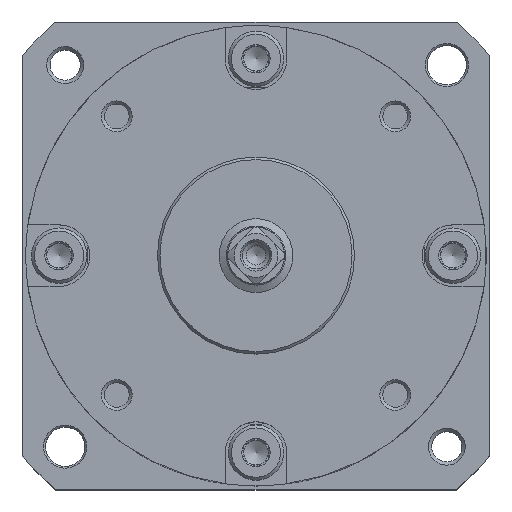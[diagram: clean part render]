
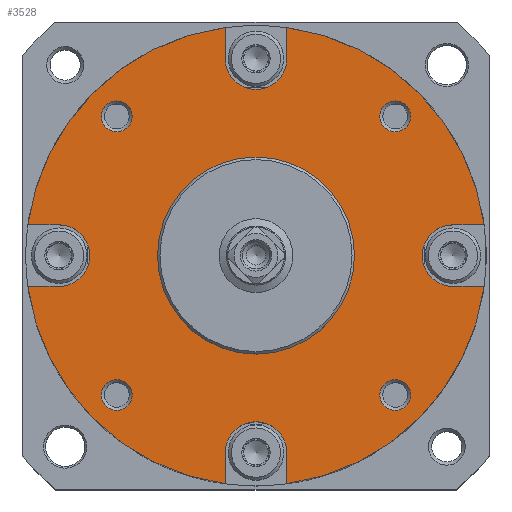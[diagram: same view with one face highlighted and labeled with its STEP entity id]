
A CAD part, top view. The second image highlights one B-rep face of the part: STEP entity #3528.
In plain terms, the highlighted face is planar.
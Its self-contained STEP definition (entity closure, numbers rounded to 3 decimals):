
#53=PLANE('',#3853);
#170=LINE('',#5788,#340);
#171=LINE('',#5792,#341);
#172=LINE('',#5793,#342);
#173=LINE('',#5797,#343);
#174=LINE('',#5798,#344);
#175=LINE('',#5802,#345);
#176=LINE('',#5803,#346);
#177=LINE('',#5807,#347);
#340=VECTOR('',#4441,1000.);
#341=VECTOR('',#4444,1000.);
#342=VECTOR('',#4445,1000.);
#343=VECTOR('',#4448,1000.);
#344=VECTOR('',#4449,1000.);
#345=VECTOR('',#4452,1000.);
#346=VECTOR('',#4453,1000.);
#347=VECTOR('',#4456,1000.);
#619=CIRCLE('',#3845,18.7);
#621=CIRCLE('',#3847,18.7);
#623=CIRCLE('',#3849,18.7);
#625=CIRCLE('',#3851,18.7);
#627=CIRCLE('',#3854,2.5);
#628=CIRCLE('',#3855,2.5);
#629=CIRCLE('',#3856,2.5);
#630=CIRCLE('',#3857,2.5);
#631=CIRCLE('',#3858,1.25);
#632=CIRCLE('',#3859,1.25);
#633=CIRCLE('',#3860,1.25);
#634=CIRCLE('',#3861,1.25);
#635=CIRCLE('',#3862,8.);
#896=ORIENTED_EDGE('',*,*,#1810,.F.);
#897=ORIENTED_EDGE('',*,*,#1811,.F.);
#898=ORIENTED_EDGE('',*,*,#1812,.T.);
#899=ORIENTED_EDGE('',*,*,#1795,.F.);
#900=ORIENTED_EDGE('',*,*,#1813,.F.);
#901=ORIENTED_EDGE('',*,*,#1814,.T.);
#902=ORIENTED_EDGE('',*,*,#1815,.T.);
#903=ORIENTED_EDGE('',*,*,#1807,.F.);
#904=ORIENTED_EDGE('',*,*,#1816,.F.);
#905=ORIENTED_EDGE('',*,*,#1817,.T.);
#906=ORIENTED_EDGE('',*,*,#1818,.T.);
#907=ORIENTED_EDGE('',*,*,#1803,.F.);
#908=ORIENTED_EDGE('',*,*,#1819,.F.);
#909=ORIENTED_EDGE('',*,*,#1820,.T.);
#910=ORIENTED_EDGE('',*,*,#1821,.T.);
#911=ORIENTED_EDGE('',*,*,#1799,.F.);
#912=ORIENTED_EDGE('',*,*,#1822,.T.);
#913=ORIENTED_EDGE('',*,*,#1823,.T.);
#914=ORIENTED_EDGE('',*,*,#1824,.T.);
#915=ORIENTED_EDGE('',*,*,#1825,.T.);
#916=ORIENTED_EDGE('',*,*,#1826,.T.);
#1795=EDGE_CURVE('',#2227,#2229,#619,.T.);
#1799=EDGE_CURVE('',#2232,#2233,#621,.T.);
#1803=EDGE_CURVE('',#2236,#2237,#623,.T.);
#1807=EDGE_CURVE('',#2240,#2241,#625,.T.);
#1810=EDGE_CURVE('',#2243,#2232,#170,.T.);
#1811=EDGE_CURVE('',#2244,#2243,#627,.F.);
#1812=EDGE_CURVE('',#2244,#2229,#171,.T.);
#1813=EDGE_CURVE('',#2245,#2227,#172,.T.);
#1814=EDGE_CURVE('',#2245,#2246,#628,.T.);
#1815=EDGE_CURVE('',#2246,#2241,#173,.T.);
#1816=EDGE_CURVE('',#2247,#2240,#174,.T.);
#1817=EDGE_CURVE('',#2247,#2248,#629,.T.);
#1818=EDGE_CURVE('',#2248,#2237,#175,.T.);
#1819=EDGE_CURVE('',#2249,#2236,#176,.T.);
#1820=EDGE_CURVE('',#2249,#2250,#630,.T.);
#1821=EDGE_CURVE('',#2250,#2233,#177,.T.);
#1822=EDGE_CURVE('',#2251,#2251,#631,.T.);
#1823=EDGE_CURVE('',#2252,#2252,#632,.T.);
#1824=EDGE_CURVE('',#2253,#2253,#633,.T.);
#1825=EDGE_CURVE('',#2254,#2254,#634,.T.);
#1826=EDGE_CURVE('',#2255,#2255,#635,.T.);
#2227=VERTEX_POINT('',#5756);
#2229=VERTEX_POINT('',#5759);
#2232=VERTEX_POINT('',#5765);
#2233=VERTEX_POINT('',#5767);
#2236=VERTEX_POINT('',#5773);
#2237=VERTEX_POINT('',#5775);
#2240=VERTEX_POINT('',#5781);
#2241=VERTEX_POINT('',#5783);
#2243=VERTEX_POINT('',#5789);
#2244=VERTEX_POINT('',#5791);
#2245=VERTEX_POINT('',#5794);
#2246=VERTEX_POINT('',#5796);
#2247=VERTEX_POINT('',#5799);
#2248=VERTEX_POINT('',#5801);
#2249=VERTEX_POINT('',#5804);
#2250=VERTEX_POINT('',#5806);
#2251=VERTEX_POINT('',#5809);
#2252=VERTEX_POINT('',#5811);
#2253=VERTEX_POINT('',#5813);
#2254=VERTEX_POINT('',#5815);
#2255=VERTEX_POINT('',#5817);
#2594=EDGE_LOOP('',(#896,#897,#898,#899,#900,#901,#902,#903,#904,#905,#906,
#907,#908,#909,#910,#911));
#2595=EDGE_LOOP('',(#912));
#2596=EDGE_LOOP('',(#913));
#2597=EDGE_LOOP('',(#914));
#2598=EDGE_LOOP('',(#915));
#2599=EDGE_LOOP('',(#916));
#3030=FACE_BOUND('',#2594,.T.);
#3031=FACE_BOUND('',#2595,.T.);
#3032=FACE_BOUND('',#2596,.T.);
#3033=FACE_BOUND('',#2597,.T.);
#3034=FACE_BOUND('',#2598,.T.);
#3035=FACE_BOUND('',#2599,.T.);
#3528=ADVANCED_FACE('',(#3030,#3031,#3032,#3033,#3034,#3035),#53,.F.);
#3845=AXIS2_PLACEMENT_3D('',#5758,#4416,#4417);
#3847=AXIS2_PLACEMENT_3D('',#5766,#4422,#4423);
#3849=AXIS2_PLACEMENT_3D('',#5774,#4428,#4429);
#3851=AXIS2_PLACEMENT_3D('',#5782,#4434,#4435);
#3853=AXIS2_PLACEMENT_3D('',#5787,#4439,#4440);
#3854=AXIS2_PLACEMENT_3D('',#5790,#4442,#4443);
#3855=AXIS2_PLACEMENT_3D('',#5795,#4446,#4447);
#3856=AXIS2_PLACEMENT_3D('',#5800,#4450,#4451);
#3857=AXIS2_PLACEMENT_3D('',#5805,#4454,#4455);
#3858=AXIS2_PLACEMENT_3D('',#5808,#4457,#4458);
#3859=AXIS2_PLACEMENT_3D('',#5810,#4459,#4460);
#3860=AXIS2_PLACEMENT_3D('',#5812,#4461,#4462);
#3861=AXIS2_PLACEMENT_3D('',#5814,#4463,#4464);
#3862=AXIS2_PLACEMENT_3D('',#5816,#4465,#4466);
#4416=DIRECTION('',(1.,0.,0.));
#4417=DIRECTION('',(0.,0.,-1.));
#4422=DIRECTION('',(1.,0.,0.));
#4423=DIRECTION('',(0.,0.,-1.));
#4428=DIRECTION('',(1.,0.,0.));
#4429=DIRECTION('',(0.,0.,-1.));
#4434=DIRECTION('',(1.,0.,0.));
#4435=DIRECTION('',(0.,0.,-1.));
#4439=DIRECTION('',(1.,0.,0.));
#4440=DIRECTION('',(0.,0.,-1.));
#4441=DIRECTION('',(0.,1.,0.));
#4442=DIRECTION('',(1.,0.,0.));
#4443=DIRECTION('',(0.,0.,-1.));
#4444=DIRECTION('',(0.,1.,0.));
#4445=DIRECTION('',(0.,0.,-1.));
#4446=DIRECTION('',(1.,0.,0.));
#4447=DIRECTION('',(0.,0.,-1.));
#4448=DIRECTION('',(0.,0.,-1.));
#4449=DIRECTION('',(0.,-1.,0.));
#4450=DIRECTION('',(1.,0.,0.));
#4451=DIRECTION('',(0.,0.,-1.));
#4452=DIRECTION('',(0.,-1.,0.));
#4453=DIRECTION('',(0.,0.,1.));
#4454=DIRECTION('',(1.,0.,0.));
#4455=DIRECTION('',(0.,0.,-1.));
#4456=DIRECTION('',(0.,0.,1.));
#4457=DIRECTION('',(1.,0.,0.));
#4458=DIRECTION('',(0.,0.,-1.));
#4459=DIRECTION('',(1.,0.,0.));
#4460=DIRECTION('',(0.,0.,-1.));
#4461=DIRECTION('',(1.,0.,0.));
#4462=DIRECTION('',(0.,0.,-1.));
#4463=DIRECTION('',(1.,0.,0.));
#4464=DIRECTION('',(0.,0.,-1.));
#4465=DIRECTION('',(1.,0.,0.));
#4466=DIRECTION('',(0.,0.,-1.));
#5756=CARTESIAN_POINT('',(-23.,2.5,-18.532));
#5758=CARTESIAN_POINT('',(-23.,0.,0.));
#5759=CARTESIAN_POINT('',(-23.,18.532,-2.5));
#5765=CARTESIAN_POINT('',(-23.,18.532,2.5));
#5766=CARTESIAN_POINT('',(-23.,0.,0.));
#5767=CARTESIAN_POINT('',(-23.,2.5,18.532));
#5773=CARTESIAN_POINT('',(-23.,-2.5,18.532));
#5774=CARTESIAN_POINT('',(-23.,0.,0.));
#5775=CARTESIAN_POINT('',(-23.,-18.532,2.5));
#5781=CARTESIAN_POINT('',(-23.,-18.532,-2.5));
#5782=CARTESIAN_POINT('',(-23.,0.,0.));
#5783=CARTESIAN_POINT('',(-23.,-2.5,-18.532));
#5787=CARTESIAN_POINT('',(-23.,8.,0.));
#5788=CARTESIAN_POINT('',(-23.,8.,2.5));
#5789=CARTESIAN_POINT('',(-23.,16.,2.5));
#5790=CARTESIAN_POINT('',(-23.,16.,0.));
#5791=CARTESIAN_POINT('',(-23.,16.,-2.5));
#5792=CARTESIAN_POINT('',(-23.,16.,-2.5));
#5793=CARTESIAN_POINT('',(-23.,2.5,0.));
#5794=CARTESIAN_POINT('',(-23.,2.5,-16.));
#5795=CARTESIAN_POINT('',(-23.,0.,-16.));
#5796=CARTESIAN_POINT('',(-23.,-2.5,-16.));
#5797=CARTESIAN_POINT('',(-23.,-2.5,-16.));
#5798=CARTESIAN_POINT('',(-23.,8.,-2.5));
#5799=CARTESIAN_POINT('',(-23.,-16.,-2.5));
#5800=CARTESIAN_POINT('',(-23.,-16.,0.));
#5801=CARTESIAN_POINT('',(-23.,-16.,2.5));
#5802=CARTESIAN_POINT('',(-23.,-16.,2.5));
#5803=CARTESIAN_POINT('',(-23.,-2.5,0.));
#5804=CARTESIAN_POINT('',(-23.,-2.5,16.));
#5805=CARTESIAN_POINT('',(-23.,0.,16.));
#5806=CARTESIAN_POINT('',(-23.,2.5,16.));
#5807=CARTESIAN_POINT('',(-23.,2.5,16.));
#5808=CARTESIAN_POINT('',(-23.,11.314,-11.314));
#5809=CARTESIAN_POINT('',(-23.,11.314,-12.564));
#5810=CARTESIAN_POINT('',(-23.,-11.314,11.314));
#5811=CARTESIAN_POINT('',(-23.,-11.314,10.064));
#5812=CARTESIAN_POINT('',(-23.,-11.314,-11.314));
#5813=CARTESIAN_POINT('',(-23.,-11.314,-12.564));
#5814=CARTESIAN_POINT('',(-23.,11.314,11.314));
#5815=CARTESIAN_POINT('',(-23.,11.314,10.064));
#5816=CARTESIAN_POINT('',(-23.,0.,0.));
#5817=CARTESIAN_POINT('',(-23.,0.,-8.));
